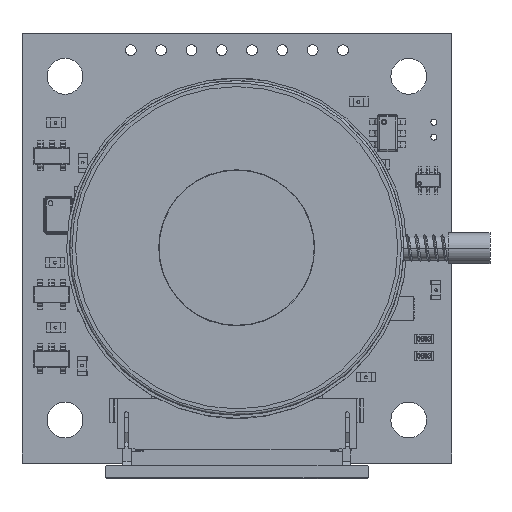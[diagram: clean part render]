
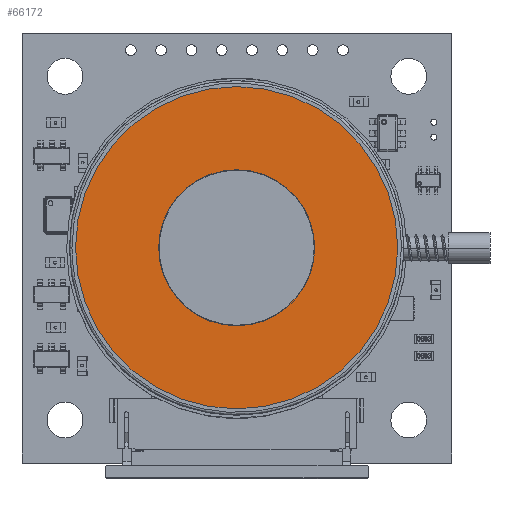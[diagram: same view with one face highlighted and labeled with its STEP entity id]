
A CAD part, top view. The second image highlights one B-rep face of the part: STEP entity #66172.
In plain terms, the highlighted face is planar.
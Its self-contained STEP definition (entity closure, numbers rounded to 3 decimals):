
#65624 = CYLINDRICAL_SURFACE('',#65625,13.5);
#65625 = AXIS2_PLACEMENT_3D('',#65626,#65627,#65628);
#65626 = CARTESIAN_POINT('',(-31.123,3.484,
    -2.323));
#65627 = DIRECTION('',(0.,0.,1.));
#65628 = DIRECTION('',(1.,0.,0.));
#65647 = VERTEX_POINT('',#65648);
#65648 = CARTESIAN_POINT('',(-17.623,3.484,
    -1.823));
#65661 = CYLINDRICAL_SURFACE('',#65662,13.5);
#65662 = AXIS2_PLACEMENT_3D('',#65663,#65664,#65665);
#65663 = CARTESIAN_POINT('',(-31.123,3.484,
    -2.323));
#65664 = DIRECTION('',(0.,0.,1.));
#65665 = DIRECTION('',(1.,0.,0.));
#65672 = EDGE_CURVE('',#65647,#65673,#65675,.T.);
#65673 = VERTEX_POINT('',#65674);
#65674 = CARTESIAN_POINT('',(-44.623,3.484,
    -1.823));
#65675 = SURFACE_CURVE('',#65676,(#65681,#65687),.PCURVE_S1.);
#65676 = CIRCLE('',#65677,13.5);
#65677 = AXIS2_PLACEMENT_3D('',#65678,#65679,#65680);
#65678 = CARTESIAN_POINT('',(-31.123,3.484,
    -1.823));
#65679 = DIRECTION('',(0.,0.,-1.));
#65680 = DIRECTION('',(1.,0.,0.));
#65681 = PCURVE('',#65624,#65682);
#65682 = DEFINITIONAL_REPRESENTATION('',(#65683),#65686);
#65683 = B_SPLINE_CURVE_WITH_KNOTS('',1,(#65684,#65685),.UNSPECIFIED.,
  .F.,.F.,(2,2),(0.,3.142),.PIECEWISE_BEZIER_KNOTS.);
#65684 = CARTESIAN_POINT('',(6.283,0.5));
#65685 = CARTESIAN_POINT('',(3.142,0.5));
#65686 = ( GEOMETRIC_REPRESENTATION_CONTEXT(2) 
PARAMETRIC_REPRESENTATION_CONTEXT() REPRESENTATION_CONTEXT('2D SPACE',''
  ) );
#65687 = PCURVE('',#65688,#65693);
#65688 = PLANE('',#65689);
#65689 = AXIS2_PLACEMENT_3D('',#65690,#65691,#65692);
#65690 = CARTESIAN_POINT('',(-31.123,3.484,
    -1.823));
#65691 = DIRECTION('',(0.,0.,-1.));
#65692 = DIRECTION('',(-1.,0.,0.));
#65693 = DEFINITIONAL_REPRESENTATION('',(#65694),#65698);
#65694 = CIRCLE('',#65695,13.5);
#65695 = AXIS2_PLACEMENT_2D('',#65696,#65697);
#65696 = CARTESIAN_POINT('',(0.,0.));
#65697 = DIRECTION('',(-1.,0.));
#65698 = ( GEOMETRIC_REPRESENTATION_CONTEXT(2) 
PARAMETRIC_REPRESENTATION_CONTEXT() REPRESENTATION_CONTEXT('2D SPACE',''
  ) );
#65734 = CYLINDRICAL_SURFACE('',#65735,6.5);
#65735 = AXIS2_PLACEMENT_3D('',#65736,#65737,#65738);
#65736 = CARTESIAN_POINT('',(-31.123,3.484,
    -3.952));
#65737 = DIRECTION('',(0.,0.,-1.));
#65738 = DIRECTION('',(-1.,0.,0.));
#65762 = VERTEX_POINT('',#65763);
#65763 = CARTESIAN_POINT('',(-37.623,3.484,
    -1.823));
#65776 = CYLINDRICAL_SURFACE('',#65777,6.5);
#65777 = AXIS2_PLACEMENT_3D('',#65778,#65779,#65780);
#65778 = CARTESIAN_POINT('',(-31.123,3.484,
    -3.952));
#65779 = DIRECTION('',(0.,0.,-1.));
#65780 = DIRECTION('',(-1.,0.,0.));
#65787 = EDGE_CURVE('',#65762,#65788,#65790,.T.);
#65788 = VERTEX_POINT('',#65789);
#65789 = CARTESIAN_POINT('',(-24.623,3.484,
    -1.823));
#65790 = SURFACE_CURVE('',#65791,(#65796,#65802),.PCURVE_S1.);
#65791 = CIRCLE('',#65792,6.5);
#65792 = AXIS2_PLACEMENT_3D('',#65793,#65794,#65795);
#65793 = CARTESIAN_POINT('',(-31.123,3.484,
    -1.823));
#65794 = DIRECTION('',(0.,0.,1.));
#65795 = DIRECTION('',(-1.,0.,0.));
#65796 = PCURVE('',#65734,#65797);
#65797 = DEFINITIONAL_REPRESENTATION('',(#65798),#65801);
#65798 = B_SPLINE_CURVE_WITH_KNOTS('',1,(#65799,#65800),.UNSPECIFIED.,
  .F.,.F.,(2,2),(0.,3.142),.PIECEWISE_BEZIER_KNOTS.);
#65799 = CARTESIAN_POINT('',(6.283,-2.129));
#65800 = CARTESIAN_POINT('',(3.142,-2.129));
#65801 = ( GEOMETRIC_REPRESENTATION_CONTEXT(2) 
PARAMETRIC_REPRESENTATION_CONTEXT() REPRESENTATION_CONTEXT('2D SPACE',''
  ) );
#65802 = PCURVE('',#65688,#65803);
#65803 = DEFINITIONAL_REPRESENTATION('',(#65804),#65812);
#65804 = ( BOUNDED_CURVE() B_SPLINE_CURVE(2,(#65805,#65806,#65807,#65808
    ,#65809,#65810,#65811),.UNSPECIFIED.,.F.,.F.) 
B_SPLINE_CURVE_WITH_KNOTS((1,2,2,2,2,1),(-2.094,0.,
    2.094,4.189,6.283,8.378),
.UNSPECIFIED.) CURVE() GEOMETRIC_REPRESENTATION_ITEM() 
RATIONAL_B_SPLINE_CURVE((1.,0.5,1.,0.5,1.,0.5,1.)) REPRESENTATION_ITEM(
  '') );
#65805 = CARTESIAN_POINT('',(6.5,0.));
#65806 = CARTESIAN_POINT('',(6.5,-11.258));
#65807 = CARTESIAN_POINT('',(-3.25,-5.629));
#65808 = CARTESIAN_POINT('',(-13.,0.));
#65809 = CARTESIAN_POINT('',(-3.25,5.629));
#65810 = CARTESIAN_POINT('',(6.5,11.258));
#65811 = CARTESIAN_POINT('',(6.5,0.));
#65812 = ( GEOMETRIC_REPRESENTATION_CONTEXT(2) 
PARAMETRIC_REPRESENTATION_CONTEXT() REPRESENTATION_CONTEXT('2D SPACE',''
  ) );
#66150 = EDGE_CURVE('',#65673,#65647,#66151,.T.);
#66151 = SURFACE_CURVE('',#66152,(#66157,#66163),.PCURVE_S1.);
#66152 = CIRCLE('',#66153,13.5);
#66153 = AXIS2_PLACEMENT_3D('',#66154,#66155,#66156);
#66154 = CARTESIAN_POINT('',(-31.123,3.484,
    -1.823));
#66155 = DIRECTION('',(0.,0.,-1.));
#66156 = DIRECTION('',(1.,0.,0.));
#66157 = PCURVE('',#65661,#66158);
#66158 = DEFINITIONAL_REPRESENTATION('',(#66159),#66162);
#66159 = B_SPLINE_CURVE_WITH_KNOTS('',1,(#66160,#66161),.UNSPECIFIED.,
  .F.,.F.,(2,2),(3.142,6.283),.PIECEWISE_BEZIER_KNOTS.);
#66160 = CARTESIAN_POINT('',(3.142,0.5));
#66161 = CARTESIAN_POINT('',(0.,0.5));
#66162 = ( GEOMETRIC_REPRESENTATION_CONTEXT(2) 
PARAMETRIC_REPRESENTATION_CONTEXT() REPRESENTATION_CONTEXT('2D SPACE',''
  ) );
#66163 = PCURVE('',#65688,#66164);
#66164 = DEFINITIONAL_REPRESENTATION('',(#66165),#66169);
#66165 = CIRCLE('',#66166,13.5);
#66166 = AXIS2_PLACEMENT_2D('',#66167,#66168);
#66167 = CARTESIAN_POINT('',(0.,0.));
#66168 = DIRECTION('',(-1.,0.));
#66169 = ( GEOMETRIC_REPRESENTATION_CONTEXT(2) 
PARAMETRIC_REPRESENTATION_CONTEXT() REPRESENTATION_CONTEXT('2D SPACE',''
  ) );
#66172 = ADVANCED_FACE('',(#66173,#66177),#65688,.T.);
#66173 = FACE_BOUND('',#66174,.T.);
#66174 = EDGE_LOOP('',(#66175,#66176));
#66175 = ORIENTED_EDGE('',*,*,#65672,.T.);
#66176 = ORIENTED_EDGE('',*,*,#66150,.T.);
#66177 = FACE_BOUND('',#66178,.T.);
#66178 = EDGE_LOOP('',(#66179,#66180));
#66179 = ORIENTED_EDGE('',*,*,#65787,.T.);
#66180 = ORIENTED_EDGE('',*,*,#66181,.T.);
#66181 = EDGE_CURVE('',#65788,#65762,#66182,.T.);
#66182 = SURFACE_CURVE('',#66183,(#66188,#66199),.PCURVE_S1.);
#66183 = CIRCLE('',#66184,6.5);
#66184 = AXIS2_PLACEMENT_3D('',#66185,#66186,#66187);
#66185 = CARTESIAN_POINT('',(-31.123,3.484,
    -1.823));
#66186 = DIRECTION('',(0.,0.,1.));
#66187 = DIRECTION('',(-1.,0.,0.));
#66188 = PCURVE('',#65688,#66189);
#66189 = DEFINITIONAL_REPRESENTATION('',(#66190),#66198);
#66190 = ( BOUNDED_CURVE() B_SPLINE_CURVE(2,(#66191,#66192,#66193,#66194
    ,#66195,#66196,#66197),.UNSPECIFIED.,.F.,.F.) 
B_SPLINE_CURVE_WITH_KNOTS((1,2,2,2,2,1),(-2.094,0.,
    2.094,4.189,6.283,8.378),
.UNSPECIFIED.) CURVE() GEOMETRIC_REPRESENTATION_ITEM() 
RATIONAL_B_SPLINE_CURVE((1.,0.5,1.,0.5,1.,0.5,1.)) REPRESENTATION_ITEM(
  '') );
#66191 = CARTESIAN_POINT('',(6.5,0.));
#66192 = CARTESIAN_POINT('',(6.5,-11.258));
#66193 = CARTESIAN_POINT('',(-3.25,-5.629));
#66194 = CARTESIAN_POINT('',(-13.,0.));
#66195 = CARTESIAN_POINT('',(-3.25,5.629));
#66196 = CARTESIAN_POINT('',(6.5,11.258));
#66197 = CARTESIAN_POINT('',(6.5,0.));
#66198 = ( GEOMETRIC_REPRESENTATION_CONTEXT(2) 
PARAMETRIC_REPRESENTATION_CONTEXT() REPRESENTATION_CONTEXT('2D SPACE',''
  ) );
#66199 = PCURVE('',#65776,#66200);
#66200 = DEFINITIONAL_REPRESENTATION('',(#66201),#66204);
#66201 = B_SPLINE_CURVE_WITH_KNOTS('',1,(#66202,#66203),.UNSPECIFIED.,
  .F.,.F.,(2,2),(3.142,6.283),.PIECEWISE_BEZIER_KNOTS.);
#66202 = CARTESIAN_POINT('',(3.142,-2.129));
#66203 = CARTESIAN_POINT('',(0.,-2.129));
#66204 = ( GEOMETRIC_REPRESENTATION_CONTEXT(2) 
PARAMETRIC_REPRESENTATION_CONTEXT() REPRESENTATION_CONTEXT('2D SPACE',''
  ) );
